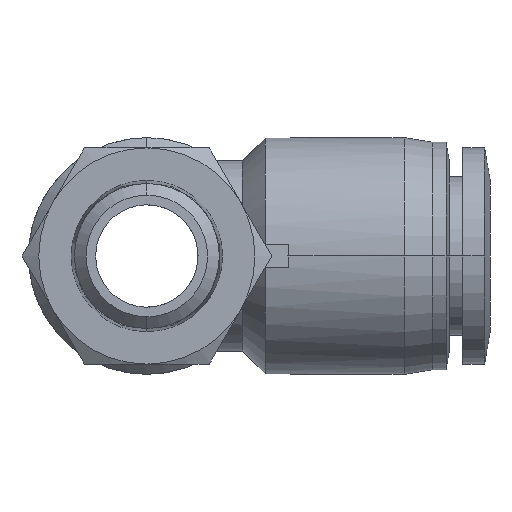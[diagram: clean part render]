
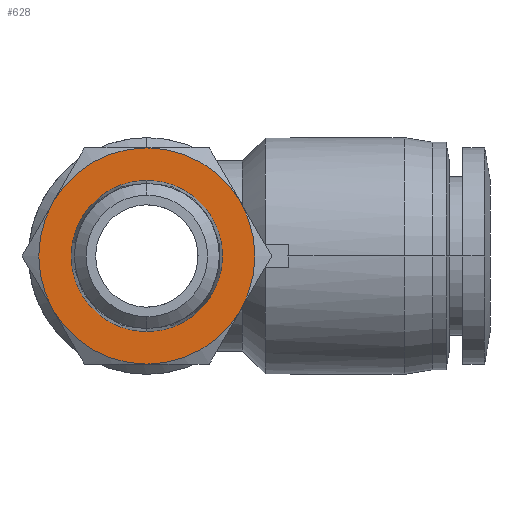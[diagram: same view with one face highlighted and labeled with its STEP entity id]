
A CAD part, front view. The second image highlights one B-rep face of the part: STEP entity #628.
In plain terms, the highlighted planar face has unit normal (0, -1, 0).
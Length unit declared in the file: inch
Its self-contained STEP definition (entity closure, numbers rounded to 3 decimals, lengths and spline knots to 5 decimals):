
#6 = CIRCLE ( 'NONE', #2778, 0.37402 ) ;
#58 = DIRECTION ( 'NONE',  ( 0., -1., 0. ) ) ;
#82 = CARTESIAN_POINT ( 'NONE',  ( -0.32391, -0.23622, -0.18701 ) ) ;
#247 = DIRECTION ( 'NONE',  ( 0., -1., 0. ) ) ;
#283 = ORIENTED_EDGE ( 'NONE', *, *, #3853, .T. ) ;
#284 = EDGE_CURVE ( 'NONE', #3071, #3050, #2738, .T. ) ;
#322 = CIRCLE ( 'NONE', #2812, 0.37402 ) ;
#355 = VERTEX_POINT ( 'NONE', #3801 ) ;
#406 = DIRECTION ( 'NONE',  ( 0., 0., 1. ) ) ;
#422 = DIRECTION ( 'NONE',  ( 0., -1., 0. ) ) ;
#439 = CARTESIAN_POINT ( 'NONE',  ( 0., -0.23622, 0. ) ) ;
#445 = DIRECTION ( 'NONE',  ( 0., -1., 0. ) ) ;
#506 = CARTESIAN_POINT ( 'NONE',  ( 0., -0.23622, 0.26181 ) ) ;
#532 = CIRCLE ( 'NONE', #1856, 0.37402 ) ;
#553 = CARTESIAN_POINT ( 'NONE',  ( 0., -0.23622, 0.37402 ) ) ;
#628 = ADVANCED_FACE ( 'NONE', ( #1669, #1687 ), #2257, .T. ) ;
#805 = AXIS2_PLACEMENT_3D ( 'NONE', #3981, #1876, #3847 ) ;
#889 = ORIENTED_EDGE ( 'NONE', *, *, #284, .T. ) ;
#921 = DIRECTION ( 'NONE',  ( 0., 0., 1. ) ) ;
#937 = DIRECTION ( 'NONE',  ( 0., -1., 0. ) ) ;
#939 = EDGE_CURVE ( 'NONE', #2476, #2484, #322, .T. ) ;
#954 = CARTESIAN_POINT ( 'NONE',  ( 0., -0.23622, 0. ) ) ;
#1152 = EDGE_CURVE ( 'NONE', #1293, #355, #4190, .T. ) ;
#1225 = ORIENTED_EDGE ( 'NONE', *, *, #2239, .F. ) ;
#1278 = EDGE_CURVE ( 'NONE', #3050, #1357, #3325, .T. ) ;
#1293 = VERTEX_POINT ( 'NONE', #506 ) ;
#1357 = VERTEX_POINT ( 'NONE', #82 ) ;
#1476 = ORIENTED_EDGE ( 'NONE', *, *, #939, .T. ) ;
#1596 = ORIENTED_EDGE ( 'NONE', *, *, #1278, .T. ) ;
#1613 = CARTESIAN_POINT ( 'NONE',  ( 0., -0.23622, 0. ) ) ;
#1626 = CARTESIAN_POINT ( 'NONE',  ( -0.32391, -0.23622, 0.18701 ) ) ;
#1669 = FACE_BOUND ( 'NONE', #2613, .T. ) ;
#1687 = FACE_OUTER_BOUND ( 'NONE', #2272, .T. ) ;
#1727 = CIRCLE ( 'NONE', #3354, 0.26181 ) ;
#1856 = AXIS2_PLACEMENT_3D ( 'NONE', #2595, #445, #2964 ) ;
#1876 = DIRECTION ( 'NONE',  ( 0., -1., 0. ) ) ;
#1901 = ORIENTED_EDGE ( 'NONE', *, *, #1152, .F. ) ;
#1982 = DIRECTION ( 'NONE',  ( 0., 0., -1. ) ) ;
#1986 = DIRECTION ( 'NONE',  ( 0., 0., 1. ) ) ;
#1992 = DIRECTION ( 'NONE',  ( 0., -1., 0. ) ) ;
#2001 = CARTESIAN_POINT ( 'NONE',  ( -0.31791, -0.23622, 0. ) ) ;
#2081 = EDGE_CURVE ( 'NONE', #3065, #3071, #532, .T. ) ;
#2202 = CARTESIAN_POINT ( 'NONE',  ( 0., -0.23622, -0.37402 ) ) ;
#2226 = CARTESIAN_POINT ( 'NONE',  ( 0., -0.23622, 0. ) ) ;
#2239 = EDGE_CURVE ( 'NONE', #355, #1293, #1727, .T. ) ;
#2257 = PLANE ( 'NONE',  #4149 ) ;
#2272 = EDGE_LOOP ( 'NONE', ( #2415, #889, #1596, #3593, #1476, #283 ) ) ;
#2407 = CARTESIAN_POINT ( 'NONE',  ( 0., -0.23622, 0. ) ) ;
#2415 = ORIENTED_EDGE ( 'NONE', *, *, #2081, .T. ) ;
#2476 = VERTEX_POINT ( 'NONE', #2202 ) ;
#2484 = VERTEX_POINT ( 'NONE', #3118 ) ;
#2580 = DIRECTION ( 'NONE',  ( 0., 0., 1. ) ) ;
#2595 = CARTESIAN_POINT ( 'NONE',  ( 0., -0.23622, 0. ) ) ;
#2613 = EDGE_LOOP ( 'NONE', ( #1901, #1225 ) ) ;
#2698 = CARTESIAN_POINT ( 'NONE',  ( 0.32391, -0.23622, 0.18701 ) ) ;
#2738 = CIRCLE ( 'NONE', #805, 0.37402 ) ;
#2778 = AXIS2_PLACEMENT_3D ( 'NONE', #1613, #4164, #1986 ) ;
#2779 = DIRECTION ( 'NONE',  ( 0., 0., 1. ) ) ;
#2812 = AXIS2_PLACEMENT_3D ( 'NONE', #4209, #4194, #4178 ) ;
#2964 = DIRECTION ( 'NONE',  ( 0., 0., 1. ) ) ;
#3050 = VERTEX_POINT ( 'NONE', #1626 ) ;
#3065 = VERTEX_POINT ( 'NONE', #2698 ) ;
#3071 = VERTEX_POINT ( 'NONE', #553 ) ;
#3118 = CARTESIAN_POINT ( 'NONE',  ( 0.32391, -0.23622, -0.18701 ) ) ;
#3325 = CIRCLE ( 'NONE', #4598, 0.37402 ) ;
#3354 = AXIS2_PLACEMENT_3D ( 'NONE', #2407, #247, #2779 ) ;
#3515 = CIRCLE ( 'NONE', #4540, 0.37402 ) ;
#3593 = ORIENTED_EDGE ( 'NONE', *, *, #4216, .T. ) ;
#3611 = AXIS2_PLACEMENT_3D ( 'NONE', #954, #937, #921 ) ;
#3801 = CARTESIAN_POINT ( 'NONE',  ( 0., -0.23622, -0.26181 ) ) ;
#3847 = DIRECTION ( 'NONE',  ( 0., 0., 1. ) ) ;
#3853 = EDGE_CURVE ( 'NONE', #2484, #3065, #3515, .T. ) ;
#3981 = CARTESIAN_POINT ( 'NONE',  ( 0., -0.23622, 0. ) ) ;
#4149 = AXIS2_PLACEMENT_3D ( 'NONE', #2001, #1992, #1982 ) ;
#4164 = DIRECTION ( 'NONE',  ( 0., -1., 0. ) ) ;
#4178 = DIRECTION ( 'NONE',  ( 0., 0., 1. ) ) ;
#4190 = CIRCLE ( 'NONE', #3611, 0.26181 ) ;
#4194 = DIRECTION ( 'NONE',  ( 0., -1., 0. ) ) ;
#4209 = CARTESIAN_POINT ( 'NONE',  ( 0., -0.23622, 0. ) ) ;
#4216 = EDGE_CURVE ( 'NONE', #1357, #2476, #6, .T. ) ;
#4540 = AXIS2_PLACEMENT_3D ( 'NONE', #2226, #58, #2580 ) ;
#4598 = AXIS2_PLACEMENT_3D ( 'NONE', #439, #422, #406 ) ;
